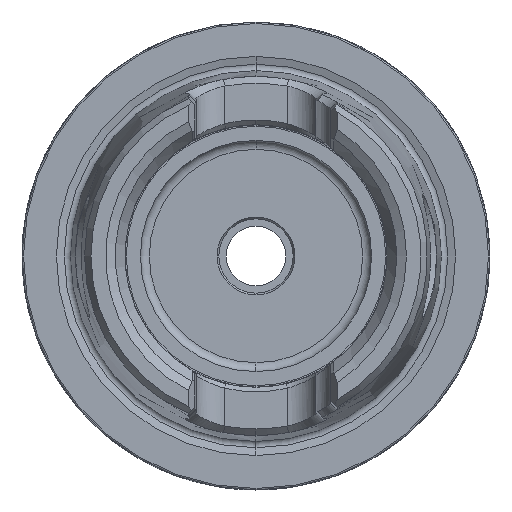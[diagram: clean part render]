
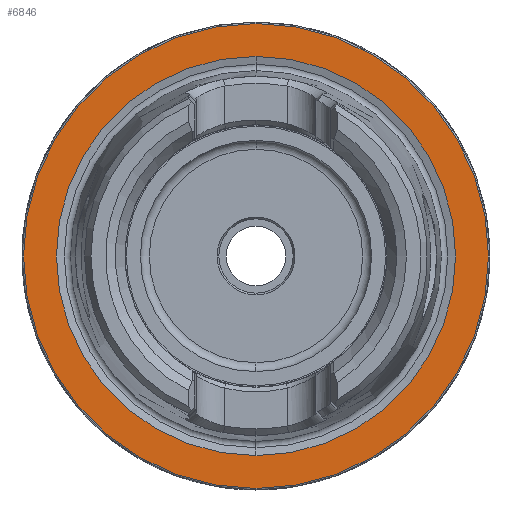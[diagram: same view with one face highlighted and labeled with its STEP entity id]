
A CAD part, left-side view. The second image highlights one B-rep face of the part: STEP entity #6846.
In plain terms, the highlighted planar face has unit normal (-1, 0, 0).
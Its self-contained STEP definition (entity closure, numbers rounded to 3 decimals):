
#38 = PLANE ( 'NONE',  #11703 ) ;
#198 = ORIENTED_EDGE ( 'NONE', *, *, #3795, .T. ) ;
#425 = CARTESIAN_POINT ( 'NONE',  ( 0., 0., -31.275 ) ) ;
#559 = CIRCLE ( 'NONE', #8412, 26.85 ) ;
#608 = CIRCLE ( 'NONE', #8465, 31.275 ) ;
#1050 = VERTEX_POINT ( 'NONE', #2798 ) ;
#1953 = VERTEX_POINT ( 'NONE', #425 ) ;
#2171 = ORIENTED_EDGE ( 'NONE', *, *, #10479, .T. ) ;
#2543 = DIRECTION ( 'NONE',  ( 0., 0., 1. ) ) ;
#2578 = DIRECTION ( 'NONE',  ( -1., 0., 0. ) ) ;
#2590 = CARTESIAN_POINT ( 'NONE',  ( 0., 0., 0. ) ) ;
#2798 = CARTESIAN_POINT ( 'NONE',  ( 0., 0., 26.85 ) ) ;
#2992 = FACE_OUTER_BOUND ( 'NONE', #10906, .T. ) ;
#3012 = DIRECTION ( 'NONE',  ( 0., 0., 1. ) ) ;
#3056 = DIRECTION ( 'NONE',  ( -1., 0., 0. ) ) ;
#3058 = FACE_BOUND ( 'NONE', #5023, .T. ) ;
#3136 = CARTESIAN_POINT ( 'NONE',  ( 0., 0., 0. ) ) ;
#3520 = DIRECTION ( 'NONE',  ( 0., 0., 1. ) ) ;
#3553 = DIRECTION ( 'NONE',  ( -1., 0., 0. ) ) ;
#3565 = CARTESIAN_POINT ( 'NONE',  ( 0., 0., 0. ) ) ;
#3586 = CARTESIAN_POINT ( 'NONE',  ( 0., 0., -26.85 ) ) ;
#3629 = EDGE_CURVE ( 'NONE', #11629, #1050, #6069, .T. ) ;
#3795 = EDGE_CURVE ( 'NONE', #4182, #1953, #5805, .T. ) ;
#3979 = ORIENTED_EDGE ( 'NONE', *, *, #10510, .F. ) ;
#4182 = VERTEX_POINT ( 'NONE', #11282 ) ;
#5023 = EDGE_LOOP ( 'NONE', ( #3979, #12048 ) ) ;
#5805 = CIRCLE ( 'NONE', #10846, 31.275 ) ;
#6069 = CIRCLE ( 'NONE', #12039, 26.85 ) ;
#6687 = DIRECTION ( 'NONE',  ( 0., 0., 1. ) ) ;
#6771 = DIRECTION ( 'NONE',  ( -1., 0., 0. ) ) ;
#6815 = CARTESIAN_POINT ( 'NONE',  ( 0., 0., 0. ) ) ;
#6846 = ADVANCED_FACE ( 'NONE', ( #3058, #2992 ), #38, .F. ) ;
#8071 = CARTESIAN_POINT ( 'NONE',  ( 0., 31.275, 0. ) ) ;
#8412 = AXIS2_PLACEMENT_3D ( 'NONE', #2590, #2578, #2543 ) ;
#8465 = AXIS2_PLACEMENT_3D ( 'NONE', #3565, #3553, #3520 ) ;
#9809 = DIRECTION ( 'NONE',  ( 0., 0., -1. ) ) ;
#9848 = DIRECTION ( 'NONE',  ( 1., 0., 0. ) ) ;
#10479 = EDGE_CURVE ( 'NONE', #1953, #4182, #608, .T. ) ;
#10510 = EDGE_CURVE ( 'NONE', #1050, #11629, #559, .T. ) ;
#10846 = AXIS2_PLACEMENT_3D ( 'NONE', #3136, #3056, #3012 ) ;
#10906 = EDGE_LOOP ( 'NONE', ( #198, #2171 ) ) ;
#11282 = CARTESIAN_POINT ( 'NONE',  ( 0., 0., 31.275 ) ) ;
#11629 = VERTEX_POINT ( 'NONE', #3586 ) ;
#11703 = AXIS2_PLACEMENT_3D ( 'NONE', #8071, #9848, #9809 ) ;
#12039 = AXIS2_PLACEMENT_3D ( 'NONE', #6815, #6771, #6687 ) ;
#12048 = ORIENTED_EDGE ( 'NONE', *, *, #3629, .F. ) ;
